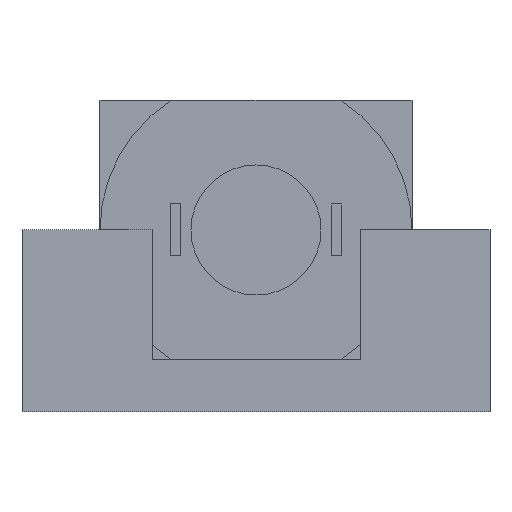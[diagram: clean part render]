
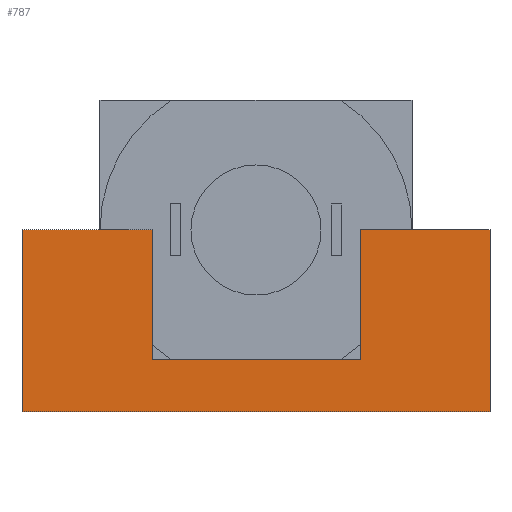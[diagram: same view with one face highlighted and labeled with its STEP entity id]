
A CAD part, front view. The second image highlights one B-rep face of the part: STEP entity #787.
In plain terms, the highlighted planar face has unit normal (0, -1, 0).
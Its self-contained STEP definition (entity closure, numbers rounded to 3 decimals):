
#56=FACE_OUTER_BOUND('',#102,.T.);
#102=EDGE_LOOP('',(#561,#562,#563,#564,#565,#566,#567,#568));
#163=LINE('',#1177,#260);
#168=LINE('',#1187,#265);
#176=LINE('',#1202,#273);
#177=LINE('',#1204,#274);
#178=LINE('',#1206,#275);
#179=LINE('',#1207,#276);
#180=LINE('',#1209,#277);
#181=LINE('',#1210,#278);
#260=VECTOR('',#945,10.);
#265=VECTOR('',#952,10.);
#273=VECTOR('',#964,10.);
#274=VECTOR('',#965,10.);
#275=VECTOR('',#966,10.);
#276=VECTOR('',#967,10.);
#277=VECTOR('',#968,10.);
#278=VECTOR('',#969,10.);
#354=VERTEX_POINT('',#1174);
#355=VERTEX_POINT('',#1176);
#358=VERTEX_POINT('',#1184);
#359=VERTEX_POINT('',#1186);
#364=VERTEX_POINT('',#1201);
#365=VERTEX_POINT('',#1203);
#366=VERTEX_POINT('',#1205);
#367=VERTEX_POINT('',#1208);
#429=EDGE_CURVE('',#354,#355,#163,.T.);
#434=EDGE_CURVE('',#358,#359,#168,.T.);
#442=EDGE_CURVE('',#364,#355,#176,.T.);
#443=EDGE_CURVE('',#365,#354,#177,.T.);
#444=EDGE_CURVE('',#366,#365,#178,.T.);
#445=EDGE_CURVE('',#366,#359,#179,.T.);
#446=EDGE_CURVE('',#367,#358,#180,.T.);
#447=EDGE_CURVE('',#367,#364,#181,.T.);
#561=ORIENTED_EDGE('',*,*,#442,.T.);
#562=ORIENTED_EDGE('',*,*,#429,.F.);
#563=ORIENTED_EDGE('',*,*,#443,.F.);
#564=ORIENTED_EDGE('',*,*,#444,.F.);
#565=ORIENTED_EDGE('',*,*,#445,.T.);
#566=ORIENTED_EDGE('',*,*,#434,.F.);
#567=ORIENTED_EDGE('',*,*,#446,.F.);
#568=ORIENTED_EDGE('',*,*,#447,.T.);
#746=PLANE('',#860);
#787=ADVANCED_FACE('',(#56),#746,.T.);
#860=AXIS2_PLACEMENT_3D('',#1200,#962,#963);
#945=DIRECTION('',(1.,0.,0.));
#952=DIRECTION('',(1.,0.,0.));
#962=DIRECTION('center_axis',(0.,-1.,0.));
#963=DIRECTION('ref_axis',(1.,0.,0.));
#964=DIRECTION('',(0.,0.,1.));
#965=DIRECTION('',(0.,0.,1.));
#966=DIRECTION('',(1.,0.,0.));
#967=DIRECTION('',(0.,0.,1.));
#968=DIRECTION('',(0.,0.,1.));
#969=DIRECTION('',(1.,0.,0.));
#1174=CARTESIAN_POINT('',(13.,0.,7.));
#1176=CARTESIAN_POINT('',(18.,0.,7.));
#1177=CARTESIAN_POINT('',(13.,0.,7.));
#1184=CARTESIAN_POINT('',(0.,0.,7.));
#1186=CARTESIAN_POINT('',(5.,0.,7.));
#1187=CARTESIAN_POINT('',(0.,0.,7.));
#1200=CARTESIAN_POINT('Origin',(0.,0.,0.));
#1201=CARTESIAN_POINT('',(18.,0.,0.));
#1202=CARTESIAN_POINT('',(18.,0.,1.));
#1203=CARTESIAN_POINT('',(13.,0.,2.));
#1204=CARTESIAN_POINT('',(13.,0.,2.));
#1205=CARTESIAN_POINT('',(5.,0.,2.));
#1206=CARTESIAN_POINT('',(0.,0.,2.));
#1207=CARTESIAN_POINT('',(5.,0.,2.));
#1208=CARTESIAN_POINT('',(0.,0.,0.));
#1209=CARTESIAN_POINT('',(0.,0.,0.));
#1210=CARTESIAN_POINT('',(0.,0.,0.));
